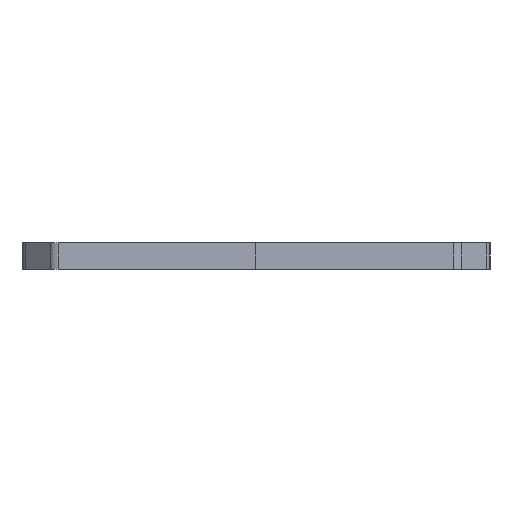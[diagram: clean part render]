
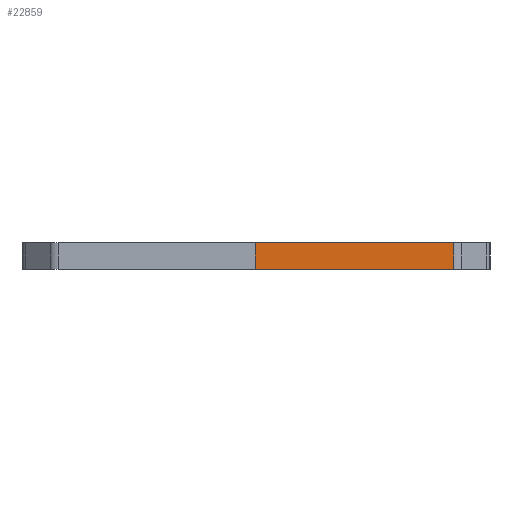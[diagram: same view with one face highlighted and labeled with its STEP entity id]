
A CAD part, left-side view. The second image highlights one B-rep face of the part: STEP entity #22859.
In plain terms, the highlighted planar face has unit normal (-1, 0, 0).
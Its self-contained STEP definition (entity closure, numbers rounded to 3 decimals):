
#3056=FACE_OUTER_BOUND('',#4245,.T.);
#4245=EDGE_LOOP('',(#20718,#20719,#20720,#20721));
#6099=LINE('',#39064,#8249);
#6437=LINE('',#41488,#8587);
#6438=LINE('',#41491,#8588);
#6439=LINE('',#41492,#8589);
#8249=VECTOR('',#26330,10.);
#8587=VECTOR('',#26962,10.);
#8588=VECTOR('',#26965,10.);
#8589=VECTOR('',#26966,10.);
#10595=VERTEX_POINT('',#39061);
#10596=VERTEX_POINT('',#39063);
#10864=VERTEX_POINT('',#41486);
#10865=VERTEX_POINT('',#41490);
#13731=EDGE_CURVE('',#10596,#10595,#6099,.T.);
#14279=EDGE_CURVE('',#10595,#10864,#6437,.T.);
#14280=EDGE_CURVE('',#10865,#10864,#6438,.T.);
#14281=EDGE_CURVE('',#10596,#10865,#6439,.T.);
#20718=ORIENTED_EDGE('',*,*,#13731,.T.);
#20719=ORIENTED_EDGE('',*,*,#14279,.T.);
#20720=ORIENTED_EDGE('',*,*,#14280,.F.);
#20721=ORIENTED_EDGE('',*,*,#14281,.F.);
#21714=PLANE('',#23521);
#22859=ADVANCED_FACE('',(#3056),#21714,.T.);
#23521=AXIS2_PLACEMENT_3D('',#41489,#26963,#26964);
#26330=DIRECTION('',(0.,-1.,0.));
#26962=DIRECTION('',(0.,0.,1.));
#26963=DIRECTION('center_axis',(-1.,0.,
0.));
#26964=DIRECTION('ref_axis',(0.,-1.,0.));
#26965=DIRECTION('',(0.,-1.,0.));
#26966=DIRECTION('',(0.,0.,1.));
#39061=CARTESIAN_POINT('',(24.87,27.816,0.));
#39063=CARTESIAN_POINT('',(24.871,65.208,0.));
#39064=CARTESIAN_POINT('',(24.871,65.208,0.));
#41486=CARTESIAN_POINT('',(24.87,27.816,5.));
#41488=CARTESIAN_POINT('',(24.87,27.816,0.));
#41489=CARTESIAN_POINT('Origin',(24.871,65.208,0.));
#41490=CARTESIAN_POINT('',(24.871,65.208,5.));
#41491=CARTESIAN_POINT('',(24.871,65.208,5.));
#41492=CARTESIAN_POINT('',(24.871,65.208,0.));
